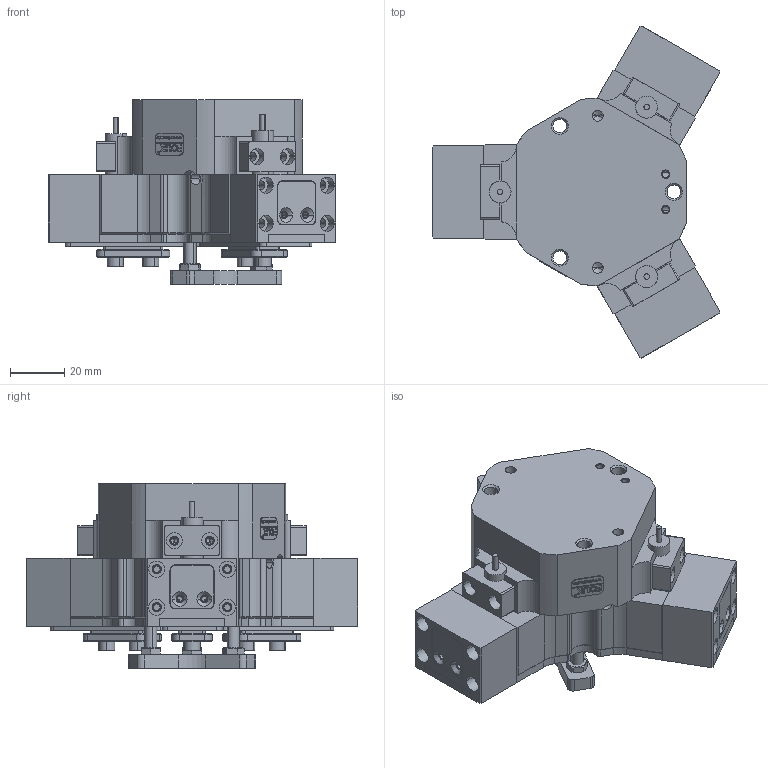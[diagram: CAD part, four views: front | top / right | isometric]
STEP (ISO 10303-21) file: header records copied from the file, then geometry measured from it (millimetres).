
FILE_DESCRIPTION (( 'STEP AP203' ), '1' );
FILE_NAME ('TZ42-90-L-C20-P.STEP', '2024-11-27T07:56:06', ( 'USER-' ), ( 'Microsoft' ), 'SwSTEP 2.0', 'SolidWorks 2018', '' );
FILE_SCHEMA (( 'CONFIG_CONTROL_DESIGN' ));
Length unit declared in the file: millimetre
Products named in the file (27): TZ42-90-L杅耀.sldasm-Part-6; TZ42-90-L-13 移动挡板(默认); 12x8-R2; TZ42-90-L杅耀.sldasm-Part-14; TZ42-90-C20-L杅耀; TZ42囀离芢裝; TZ42-90-L-15 耜猾苤裔; TZ42-90-L-C20-P; TZ42-90-L杅耀.sldasm-Part-4; TZ42-90-L-12 耜猾极; TZ42-90-L杅耀.sldasm-Part-28; TZ42-90-L杅耀.sldasm-Part-9; 埴翐芛_GB_FASTENER_SCREWS_HSHCS M2X8-N; TZ42-90-L杅耀.sldasm-Part-7; 揤輸杅耀.sldasm-Part-9; 6x4-12种杶; TZ42-90-L-11 奻葡裔啣; TZ42-90-L杅耀.sldasm-Part-24; TZ42-90-L杅耀.sldasm-Part-21; TZ42三叶内置推板; M4蹟譫尨砩; TZ42-90-L-14 忒硌薊啣; TZ42-90-L杅耀.sldasm-Part-20; TZ42-90-L杅耀.sldasm-Part-2; 揤輸蚾饜极; TZ42-90-L杅耀.sldasm-Part-18; TZ42-90-L杅耀.sldasm-Part-3
Assembly tree (50 placements, depth 4):
  TZ42-90-L-C20-P
    TZ42-90-L-12 耜猾极  x3
    TZ42-90-L-11 奻葡裔啣
    TZ42-90-L-15 耜猾苤裔  x3
    TZ42-90-L-13 移动挡板(默认)  x3
    TZ42-90-L-14 忒硌薊啣  x3
    6x4-12种杶  x6
    TZ42-90-C20-L杅耀
      TZ42-90-L杅耀.sldasm-Part-2
      TZ42-90-L杅耀.sldasm-Part-3
      TZ42-90-L杅耀.sldasm-Part-4
      TZ42-90-L杅耀.sldasm-Part-6  x2
      TZ42-90-L杅耀.sldasm-Part-7
      TZ42-90-L杅耀.sldasm-Part-9
      TZ42-90-L杅耀.sldasm-Part-14  x2
      TZ42-90-L杅耀.sldasm-Part-18
      TZ42-90-L杅耀.sldasm-Part-20
      TZ42-90-L杅耀.sldasm-Part-21
      TZ42-90-L杅耀.sldasm-Part-24
      TZ42-90-L杅耀.sldasm-Part-28  x3
      12x8-R2
      揤輸蚾饜极  x3
        揤輸杅耀.sldasm-Part-9
        埴翐芛_GB_FASTENER_SCREWS_HSHCS M2X8-N
      TZ42囀离芢裝  x3
      TZ42三叶内置推板
      M4蹟譫尨砩  x3
Bounding box: 105.97 x 122.16 x 68 mm (x, y, z)
Volume: 233460.3 mm3; surface area: 96881.7 mm2
Topology: 52 solids, 78 shells, 2302 faces, 5713 edges, 3590 vertices
Faces by surface type: plane 964, cylinder 746, cone 425, bspline 155, torus 12
Entity records: 54543 total; most frequent: CARTESIAN_POINT 14369, ORIENTED_EDGE 7576, DIRECTION 7526, EDGE_CURVE 3788, AXIS2_PLACEMENT_3D 2644, VERTEX_POINT 2449, VECTOR 2238, LINE 2238
